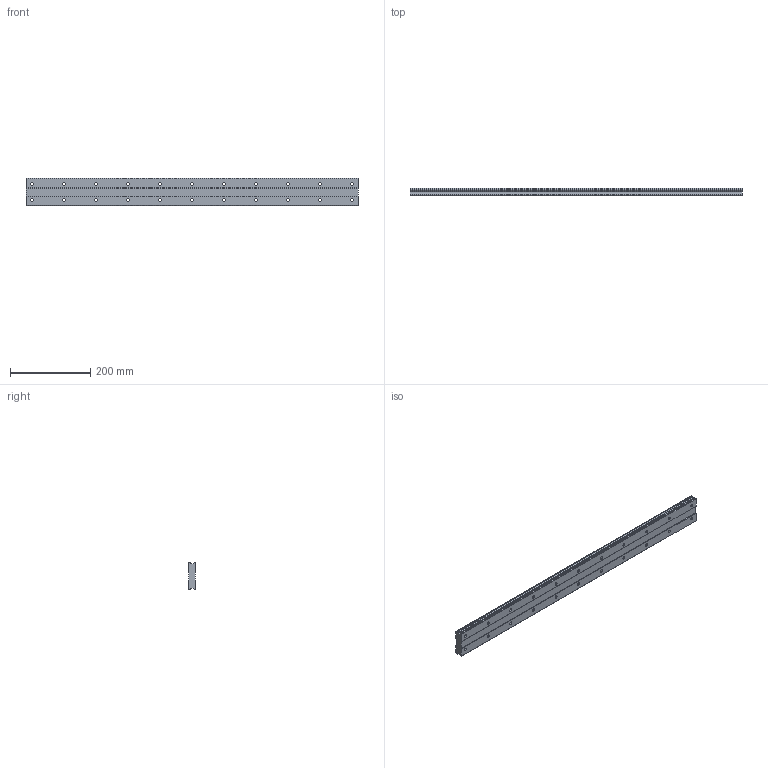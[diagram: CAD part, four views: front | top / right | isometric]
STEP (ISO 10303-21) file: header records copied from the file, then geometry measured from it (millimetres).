
FILE_DESCRIPTION (( 'STEP AP214' ), '1' );
FILE_NAME ('HRW35CA1SS-830L_G15_0_B-M6F_361-7_0_0_0_1.STEP', '2021-07-06T12:10:01', ( '' ), ( '' ), 'SwSTEP 2.0', 'SolidWorks 2021', '' );
FILE_SCHEMA (( 'AUTOMOTIVE_DESIGN' ));
Length unit declared in the file: millimetre
Products named in the file (2): _HRW35CA83015 Track; HRW35CA1SS-830L_G15_0_B-M6F_361-7_0_0_0_1
Assembly tree (1 placements, depth 2):
  HRW35CA1SS-830L_G15_0_B-M6F_361-7_0_0_0_1
    _HRW35CA83015 Track
Bounding box: 830 x 19 x 69 mm (x, y, z)
Volume: 967333.8 mm3; surface area: 163825.9 mm2
Topology: 1 solids, 1 shells, 142 faces, 354 edges, 236 vertices
Faces by surface type: cylinder 92, plane 50
Entity records: 4476 total; most frequent: DIRECTION 830, CARTESIAN_POINT 736, ORIENTED_EDGE 708, EDGE_CURVE 354, AXIS2_PLACEMENT_3D 330, VERTEX_POINT 236, EDGE_LOOP 208, CIRCLE 184
